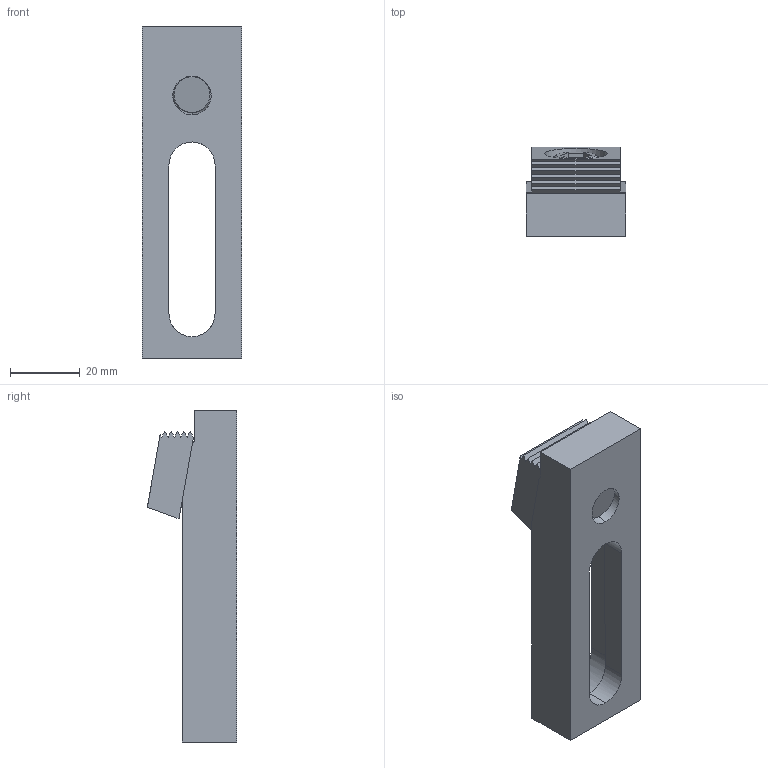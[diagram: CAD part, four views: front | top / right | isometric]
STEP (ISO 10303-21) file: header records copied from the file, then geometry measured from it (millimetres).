
FILE_DESCRIPTION (( 'STEP AP214' ), '1' );
FILE_NAME ('SW3dPS-53150.step', '2010-04-24T10:31:36', ( 'SysAdmin' ), ( 'SolidWorks' ), 'SwSTEP 2.0', 'SolidWorks 2010', '' );
FILE_SCHEMA (( 'AUTOMOTIVE_DESIGN' ));
Length unit declared in the file: inch
Products named in the file (4): SW3dPS-53150; SW3dPS-53150_10373; SW3dPS-53150_1000; SW3dPS-53150_123150
Assembly tree (3 placements, depth 2):
  SW3dPS-53150
    SW3dPS-53150_123150
    SW3dPS-53150_1000
    SW3dPS-53150_10373
Bounding box: 28.57 x 25.61 x 95.25 mm (x, y, z)
Volume: 31008.3 mm3; surface area: 14089 mm2
Topology: 3 solids, 3 shells, 68 faces, 167 edges, 107 vertices
Faces by surface type: plane 45, cylinder 17, cone 4, sphere 2
Entity records: 2248 total; most frequent: CARTESIAN_POINT 467, DIRECTION 337, ORIENTED_EDGE 330, EDGE_CURVE 165, VECTOR 117, LINE 117, AXIS2_PLACEMENT_3D 110, VERTEX_POINT 107
